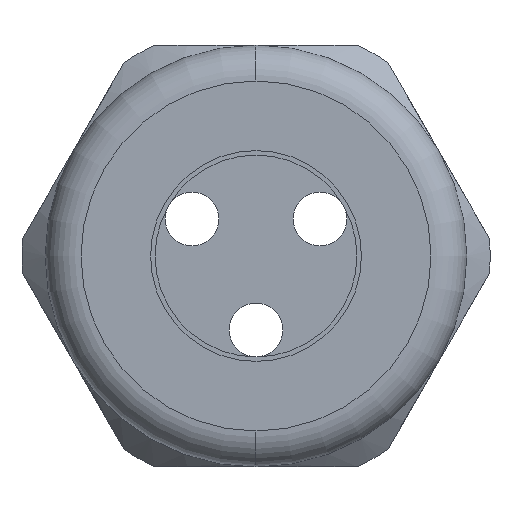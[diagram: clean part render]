
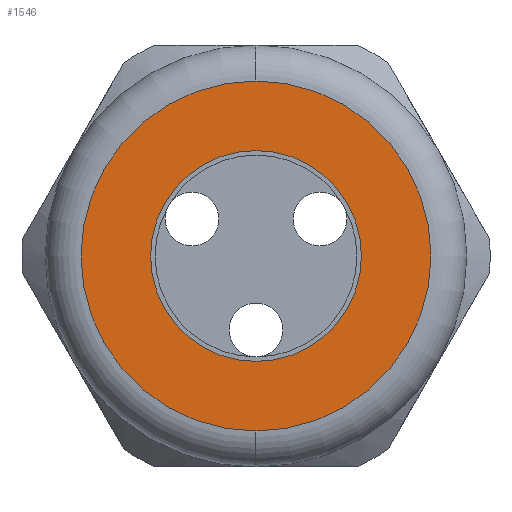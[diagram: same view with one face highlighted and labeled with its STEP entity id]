
A CAD part, left-side view. The second image highlights one B-rep face of the part: STEP entity #1546.
In plain terms, the highlighted planar face has unit normal (-1, 0, 0).
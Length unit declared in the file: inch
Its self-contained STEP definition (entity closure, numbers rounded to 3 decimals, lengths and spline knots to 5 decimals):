
#934 = VERTEX_POINT ( 'NONE', #3399 ) ;
#935 = VERTEX_POINT ( 'NONE', #3398 ) ;
#964 = EDGE_CURVE ( 'NONE', #965, #966, #3465, .T. ) ;
#965 = VERTEX_POINT ( 'NONE', #3460 ) ;
#966 = VERTEX_POINT ( 'NONE', #3459 ) ;
#991 = EDGE_CURVE ( 'NONE', #935, #934, #3538, .T. ) ;
#1471 = EDGE_LOOP ( 'NONE', ( #1472, #1474 ) ) ;
#1472 = ORIENTED_EDGE ( 'NONE', *, *, #1473, .T. ) ;
#1473 = EDGE_CURVE ( 'NONE', #966, #965, #4482, .T. ) ;
#1474 = ORIENTED_EDGE ( 'NONE', *, *, #964, .T. ) ;
#1546 = ADVANCED_FACE ( 'NONE', ( #4664, #4663 ), #4662, .T. ) ;
#1547 = EDGE_LOOP ( 'NONE', ( #1548, #1549 ) ) ;
#1548 = ORIENTED_EDGE ( 'NONE', *, *, #991, .T. ) ;
#1549 = ORIENTED_EDGE ( 'NONE', *, *, #1550, .T. ) ;
#1550 = EDGE_CURVE ( 'NONE', #934, #935, #4657, .T. ) ;
#3398 = CARTESIAN_POINT ( 'NONE',  ( -1.41, 0., 0.39 ) ) ;
#3399 = CARTESIAN_POINT ( 'NONE',  ( -1.41, 0., -0.39 ) ) ;
#3459 = CARTESIAN_POINT ( 'NONE',  ( -1.41, 0., -0.235 ) ) ;
#3460 = CARTESIAN_POINT ( 'NONE',  ( -1.41, 0., 0.235 ) ) ;
#3461 = DIRECTION ( 'NONE',  ( 0., 0., -1. ) ) ;
#3462 = DIRECTION ( 'NONE',  ( 1., 0., 0. ) ) ;
#3463 = CARTESIAN_POINT ( 'NONE',  ( -1.41, 0., 0. ) ) ;
#3464 = AXIS2_PLACEMENT_3D ( 'NONE', #3463, #3462, #3461 ) ;
#3465 = CIRCLE ( 'NONE', #3464, 0.235 ) ;
#3535 = DIRECTION ( 'NONE',  ( 0., 0., 1. ) ) ;
#3536 = DIRECTION ( 'NONE',  ( -1., 0., 0. ) ) ;
#3537 = AXIS2_PLACEMENT_3D ( 'NONE', #3543, #3536, #3535 ) ;
#3538 = CIRCLE ( 'NONE', #3537, 0.39 ) ;
#3543 = CARTESIAN_POINT ( 'NONE',  ( -1.41, 0., 0. ) ) ;
#4479 = DIRECTION ( 'NONE',  ( 0., 0., -1. ) ) ;
#4480 = DIRECTION ( 'NONE',  ( 1., 0., 0. ) ) ;
#4481 = AXIS2_PLACEMENT_3D ( 'NONE', #4493, #4480, #4479 ) ;
#4482 = CIRCLE ( 'NONE', #4481, 0.235 ) ;
#4493 = CARTESIAN_POINT ( 'NONE',  ( -1.41, 0., 0. ) ) ;
#4653 = DIRECTION ( 'NONE',  ( 0., 0., 1. ) ) ;
#4654 = DIRECTION ( 'NONE',  ( -1., 0., 0. ) ) ;
#4655 = CARTESIAN_POINT ( 'NONE',  ( -1.41, 0., 0. ) ) ;
#4656 = AXIS2_PLACEMENT_3D ( 'NONE', #4655, #4654, #4653 ) ;
#4657 = CIRCLE ( 'NONE', #4656, 0.39 ) ;
#4658 = DIRECTION ( 'NONE',  ( 0., 0., 1. ) ) ;
#4659 = DIRECTION ( 'NONE',  ( -1., 0., 0. ) ) ;
#4660 = CARTESIAN_POINT ( 'NONE',  ( -1.41, 0.47, 0. ) ) ;
#4661 = AXIS2_PLACEMENT_3D ( 'NONE', #4660, #4659, #4658 ) ;
#4662 = PLANE ( 'NONE',  #4661 ) ;
#4663 = FACE_BOUND ( 'NONE', #1471, .T. ) ;
#4664 = FACE_OUTER_BOUND ( 'NONE', #1547, .T. ) ;
